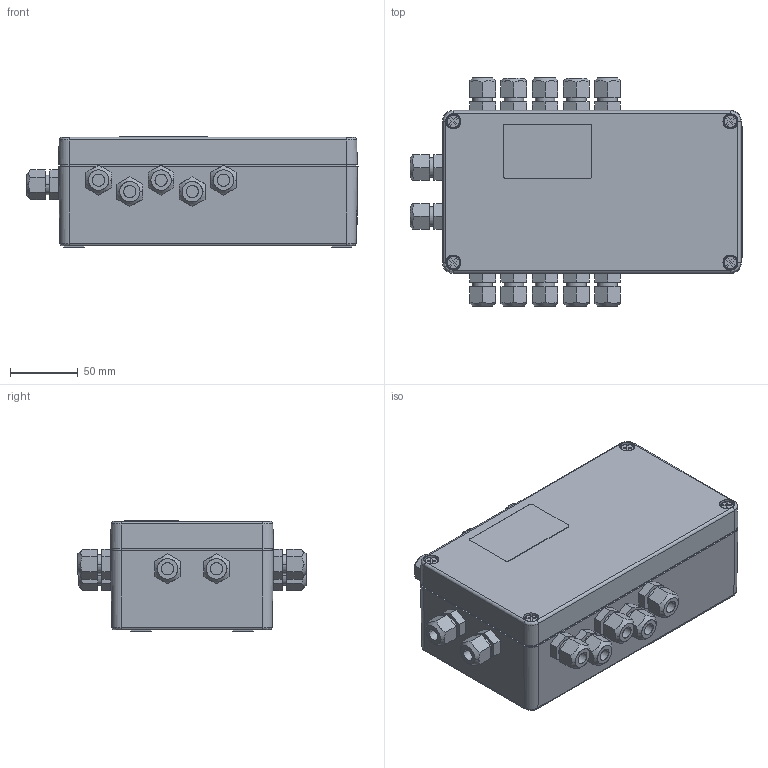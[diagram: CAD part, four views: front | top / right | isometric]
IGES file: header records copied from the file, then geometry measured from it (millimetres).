
Start section: SolidWorks IGES file using analytic representation for surfaces
Global section: file name: NM2IO_351466.IGS; native system: SolidWorks 2014; preprocessor: SolidWorks 2014; author: LarsenR; date: 150217.114839; units: millimetre
Bounding box: 244.46 x 168.03 x 81.5 mm (x, y, z)
Surface area: 155538.5 mm2 (no closed solid volume)
Topology: 0 solids, 0 shells, 429 faces, 3984 edges, 3984 vertices
Faces by surface type: bspline 305, revolution 124
